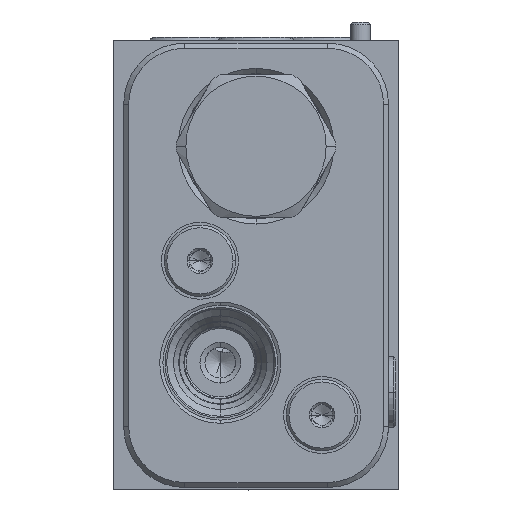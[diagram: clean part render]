
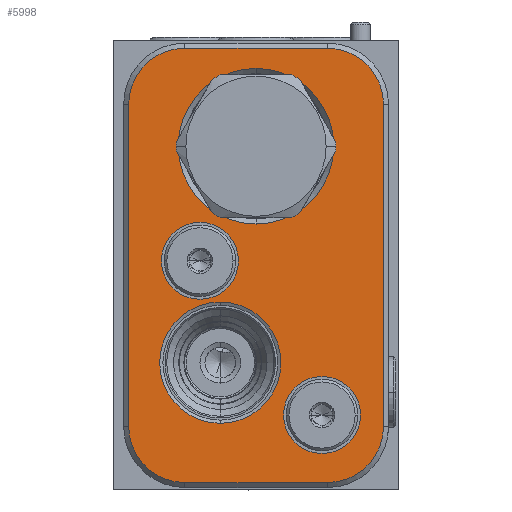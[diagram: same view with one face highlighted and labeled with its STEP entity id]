
A CAD part, front view. The second image highlights one B-rep face of the part: STEP entity #5998.
In plain terms, the highlighted planar face has unit normal (0, -1, 0).
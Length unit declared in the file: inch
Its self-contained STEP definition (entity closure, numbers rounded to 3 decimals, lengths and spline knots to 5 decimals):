
#501=CARTESIAN_POINT('',(1.313,-6.,2.366));
#502=DIRECTION('',(0.,1.,0.));
#503=DIRECTION('',(0.,0.,1.));
#504=AXIS2_PLACEMENT_3D('',#501,#502,#503);
#515=CARTESIAN_POINT('',(0.875,-6.,2.109));
#516=DIRECTION('',(0.,1.,0.));
#517=DIRECTION('',(0.,0.,-1.));
#518=AXIS2_PLACEMENT_3D('',#515,#516,#517);
#520=CARTESIAN_POINT('',(0.875,-6.,2.109));
#521=DIRECTION('',(0.,1.,0.));
#522=DIRECTION('',(0.,0.,1.));
#523=AXIS2_PLACEMENT_3D('',#520,#521,#522);
#525=CARTESIAN_POINT('',(0.656,-6.,0.781));
#526=DIRECTION('',(0.,1.,0.));
#527=DIRECTION('',(0.,0.,-1.));
#528=AXIS2_PLACEMENT_3D('',#525,#526,#527);
#530=CARTESIAN_POINT('',(0.656,-6.,0.781));
#531=DIRECTION('',(0.,1.,0.));
#532=DIRECTION('',(0.,0.,1.));
#533=AXIS2_PLACEMENT_3D('',#530,#531,#532);
#535=CARTESIAN_POINT('',(1.28,-6.,0.46));
#536=DIRECTION('',(0.,1.,0.));
#537=DIRECTION('',(0.,0.,-1.));
#538=AXIS2_PLACEMENT_3D('',#535,#536,#537);
#540=CARTESIAN_POINT('',(1.28,-6.,0.46));
#541=DIRECTION('',(0.,1.,0.));
#542=DIRECTION('',(0.,0.,1.));
#543=AXIS2_PLACEMENT_3D('',#540,#541,#542);
#545=CARTESIAN_POINT('',(0.531,-6.,1.406));
#546=DIRECTION('',(0.,1.,0.));
#547=DIRECTION('',(0.,0.,-1.));
#548=AXIS2_PLACEMENT_3D('',#545,#546,#547);
#550=CARTESIAN_POINT('',(0.531,-6.,1.406));
#551=DIRECTION('',(0.,1.,0.));
#552=DIRECTION('',(0.,0.,1.));
#553=AXIS2_PLACEMENT_3D('',#550,#551,#552);
#3190=DIRECTION('',(0.,0.,-1.));
#3191=VECTOR('',#3190,1.976);
#3192=CARTESIAN_POINT('',(1.657,-6.,2.366));
#3193=LINE('',#3192,#3191);
#3202=CARTESIAN_POINT('',(1.313,-6.,0.39));
#3203=DIRECTION('',(0.,1.,0.));
#3204=DIRECTION('',(1.,0.,0.));
#3205=AXIS2_PLACEMENT_3D('',#3202,#3203,#3204);
#3250=DIRECTION('',(-1.,0.,0.));
#3251=VECTOR('',#3250,0.875);
#3252=CARTESIAN_POINT('',(1.313,-6.,0.046));
#3253=LINE('',#3252,#3251);
#3258=CARTESIAN_POINT('',(0.438,-6.,0.39));
#3259=DIRECTION('',(0.,1.,0.));
#3260=DIRECTION('',(0.,0.,-1.));
#3261=AXIS2_PLACEMENT_3D('',#3258,#3259,#3260);
#3280=DIRECTION('',(0.,0.,1.));
#3281=VECTOR('',#3280,1.976);
#3282=CARTESIAN_POINT('',(0.094,-6.,0.39));
#3283=LINE('',#3282,#3281);
#3292=CARTESIAN_POINT('',(0.438,-6.,2.366));
#3293=DIRECTION('',(0.,1.,0.));
#3294=DIRECTION('',(-1.,0.,0.));
#3295=AXIS2_PLACEMENT_3D('',#3292,#3293,#3294);
#3314=DIRECTION('',(1.,0.,0.));
#3315=VECTOR('',#3314,0.875);
#3316=CARTESIAN_POINT('',(0.438,-6.,2.71));
#3317=LINE('',#3316,#3315);
#5306=CARTESIAN_POINT('',(0.875,-6.,1.6315));
#5307=CARTESIAN_POINT('',(0.875,-6.,2.5865));
#5308=VERTEX_POINT('',#5306);
#5309=VERTEX_POINT('',#5307);
#5386=CARTESIAN_POINT('',(0.656,-6.,0.40917));
#5387=CARTESIAN_POINT('',(0.656,-6.,1.15283));
#5388=VERTEX_POINT('',#5386);
#5389=VERTEX_POINT('',#5387);
#5438=CARTESIAN_POINT('',(1.28,-6.,0.224));
#5439=CARTESIAN_POINT('',(1.28,-6.,0.696));
#5440=VERTEX_POINT('',#5438);
#5441=VERTEX_POINT('',#5439);
#5470=CARTESIAN_POINT('',(0.531,-6.,1.17));
#5471=CARTESIAN_POINT('',(0.531,-6.,1.642));
#5472=VERTEX_POINT('',#5470);
#5473=VERTEX_POINT('',#5471);
#5538=CARTESIAN_POINT('',(1.313,-6.,0.046));
#5539=CARTESIAN_POINT('',(0.438,-6.,0.046));
#5540=VERTEX_POINT('',#5538);
#5541=VERTEX_POINT('',#5539);
#5546=CARTESIAN_POINT('',(0.094,-6.,0.39));
#5547=VERTEX_POINT('',#5546);
#5550=CARTESIAN_POINT('',(0.094,-6.,2.366));
#5551=VERTEX_POINT('',#5550);
#5554=CARTESIAN_POINT('',(0.438,-6.,2.71));
#5555=VERTEX_POINT('',#5554);
#5558=CARTESIAN_POINT('',(1.313,-6.,2.71));
#5559=VERTEX_POINT('',#5558);
#5562=CARTESIAN_POINT('',(1.657,-6.,2.366));
#5563=VERTEX_POINT('',#5562);
#5566=CARTESIAN_POINT('',(1.657,-6.,0.39));
#5567=VERTEX_POINT('',#5566);
#5952=CARTESIAN_POINT('',(0.,-6.,0.));
#5953=DIRECTION('',(0.,-1.,0.));
#5954=DIRECTION('',(1.,0.,0.));
#5955=AXIS2_PLACEMENT_3D('',#5952,#5953,#5954);
#5956=PLANE('',#5955);
#5957=ORIENTED_EDGE('',*,*,#5942,.T.);
#5959=ORIENTED_EDGE('',*,*,#5958,.T.);
#5961=ORIENTED_EDGE('',*,*,#5960,.T.);
#5963=ORIENTED_EDGE('',*,*,#5962,.T.);
#5965=ORIENTED_EDGE('',*,*,#5964,.T.);
#5967=ORIENTED_EDGE('',*,*,#5966,.T.);
#5969=ORIENTED_EDGE('',*,*,#5968,.T.);
#5971=ORIENTED_EDGE('',*,*,#5970,.T.);
#5972=EDGE_LOOP('',(#5957,#5959,#5961,#5963,#5965,#5967,#5969,#5971));
#5973=FACE_OUTER_BOUND('',#5972,.F.);
#5975=ORIENTED_EDGE('',*,*,#5974,.F.);
#5977=ORIENTED_EDGE('',*,*,#5976,.F.);
#5978=EDGE_LOOP('',(#5975,#5977));
#5979=FACE_BOUND('',#5978,.F.);
#5981=ORIENTED_EDGE('',*,*,#5980,.F.);
#5983=ORIENTED_EDGE('',*,*,#5982,.F.);
#5984=EDGE_LOOP('',(#5981,#5983));
#5985=FACE_BOUND('',#5984,.F.);
#5987=ORIENTED_EDGE('',*,*,#5986,.F.);
#5989=ORIENTED_EDGE('',*,*,#5988,.F.);
#5990=EDGE_LOOP('',(#5987,#5989));
#5991=FACE_BOUND('',#5990,.F.);
#5993=ORIENTED_EDGE('',*,*,#5992,.F.);
#5995=ORIENTED_EDGE('',*,*,#5994,.F.);
#5996=EDGE_LOOP('',(#5993,#5995));
#5997=FACE_BOUND('',#5996,.F.);
#5998=ADVANCED_FACE('',(#5973,#5979,#5985,#5991,#5997),#5956,.T.);
#505=CIRCLE('',#504,0.344);
#519=CIRCLE('',#518,0.4775);
#524=CIRCLE('',#523,0.4775);
#529=CIRCLE('',#528,0.37183);
#534=CIRCLE('',#533,0.37183);
#539=CIRCLE('',#538,0.236);
#544=CIRCLE('',#543,0.236);
#549=CIRCLE('',#548,0.236);
#554=CIRCLE('',#553,0.236);
#3206=CIRCLE('',#3205,0.344);
#3262=CIRCLE('',#3261,0.344);
#3296=CIRCLE('',#3295,0.344);
#5942=EDGE_CURVE('',#5559,#5563,#505,.T.);
#5958=EDGE_CURVE('',#5563,#5567,#3193,.T.);
#5960=EDGE_CURVE('',#5567,#5540,#3206,.T.);
#5962=EDGE_CURVE('',#5540,#5541,#3253,.T.);
#5964=EDGE_CURVE('',#5541,#5547,#3262,.T.);
#5966=EDGE_CURVE('',#5547,#5551,#3283,.T.);
#5968=EDGE_CURVE('',#5551,#5555,#3296,.T.);
#5970=EDGE_CURVE('',#5555,#5559,#3317,.T.);
#5974=EDGE_CURVE('',#5388,#5389,#529,.T.);
#5976=EDGE_CURVE('',#5389,#5388,#534,.T.);
#5980=EDGE_CURVE('',#5440,#5441,#539,.T.);
#5982=EDGE_CURVE('',#5441,#5440,#544,.T.);
#5986=EDGE_CURVE('',#5472,#5473,#549,.T.);
#5988=EDGE_CURVE('',#5473,#5472,#554,.T.);
#5992=EDGE_CURVE('',#5308,#5309,#519,.T.);
#5994=EDGE_CURVE('',#5309,#5308,#524,.T.);
